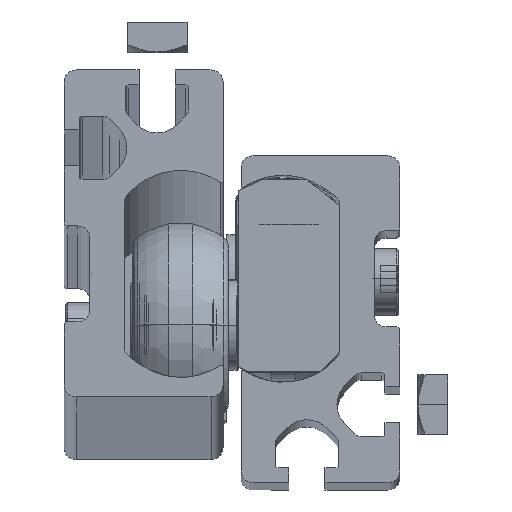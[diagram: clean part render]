
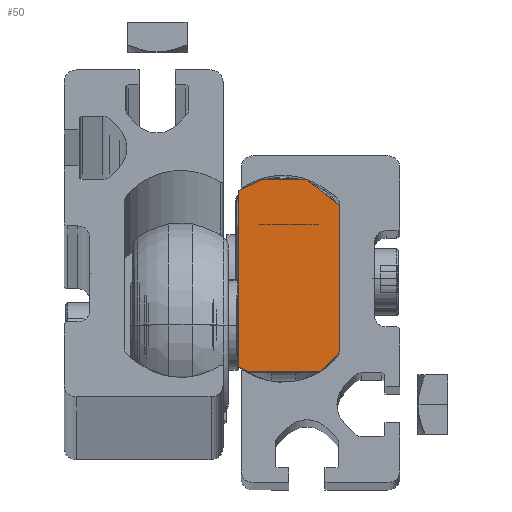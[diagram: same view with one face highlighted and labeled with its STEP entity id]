
A CAD part, top view. The second image highlights one B-rep face of the part: STEP entity #50.
In plain terms, the highlighted face is planar.
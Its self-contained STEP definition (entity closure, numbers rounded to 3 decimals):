
#50 = ADVANCED_FACE ( 'NONE', ( #19123 ), #226, .T. ) ;
#226 = PLANE ( 'NONE',  #14729 ) ;
#955 = LINE ( 'NONE', #7704, #2587 ) ;
#1435 = VECTOR ( 'NONE', #2095, 1000. ) ;
#1771 = CARTESIAN_POINT ( 'NONE',  ( -19., 12.203, 8.5 ) ) ;
#1818 = EDGE_CURVE ( 'NONE', #4563, #8511, #14732, .T. ) ;
#2095 = DIRECTION ( 'NONE',  ( 0., 1., 0. ) ) ;
#2143 = ORIENTED_EDGE ( 'NONE', *, *, #16312, .F. ) ;
#2323 = ORIENTED_EDGE ( 'NONE', *, *, #9462, .F. ) ;
#2411 = VECTOR ( 'NONE', #11320, 1000. ) ;
#2587 = VECTOR ( 'NONE', #2920, 1000. ) ;
#2920 = DIRECTION ( 'NONE',  ( 0., -1., 0. ) ) ;
#3324 = LINE ( 'NONE', #18980, #9414 ) ;
#3414 = DIRECTION ( 'NONE',  ( 0., -0.423, -0.906 ) ) ;
#3532 = ORIENTED_EDGE ( 'NONE', *, *, #19710, .T. ) ;
#3740 = LINE ( 'NONE', #4902, #19279 ) ;
#3776 = LINE ( 'NONE', #5429, #1435 ) ;
#3853 = EDGE_CURVE ( 'NONE', #8511, #16489, #955, .T. ) ;
#4312 = CARTESIAN_POINT ( 'NONE',  ( -19., -15.5, 5.2 ) ) ;
#4563 = VERTEX_POINT ( 'NONE', #17161 ) ;
#4902 = CARTESIAN_POINT ( 'NONE',  ( -19., -14.661, -8.5 ) ) ;
#5005 = VERTEX_POINT ( 'NONE', #18125 ) ;
#5236 = DIRECTION ( 'NONE',  ( -1., 0., 0. ) ) ;
#5429 = CARTESIAN_POINT ( 'NONE',  ( -19., -12.2, 8.5 ) ) ;
#5645 = CARTESIAN_POINT ( 'NONE',  ( -19., 14.681, -8.5 ) ) ;
#6631 = ORIENTED_EDGE ( 'NONE', *, *, #17533, .F. ) ;
#6828 = CARTESIAN_POINT ( 'NONE',  ( -19., -12.2, 8.5 ) ) ;
#6883 = ORIENTED_EDGE ( 'NONE', *, *, #13142, .T. ) ;
#7128 = LINE ( 'NONE', #6828, #20531 ) ;
#7704 = CARTESIAN_POINT ( 'NONE',  ( -19., 14.681, -8.5 ) ) ;
#8511 = VERTEX_POINT ( 'NONE', #5645 ) ;
#8957 = DIRECTION ( 'NONE',  ( 0., 0., -1. ) ) ;
#9414 = VECTOR ( 'NONE', #9643, 1000. ) ;
#9462 = EDGE_CURVE ( 'NONE', #14504, #18484, #7128, .T. ) ;
#9643 = DIRECTION ( 'NONE',  ( 0., 0., 1. ) ) ;
#11320 = DIRECTION ( 'NONE',  ( 0., 0.616, -0.788 ) ) ;
#11408 = CARTESIAN_POINT ( 'NONE',  ( -19., 16.5, 3. ) ) ;
#11448 = VECTOR ( 'NONE', #8957, 1000. ) ;
#11839 = CARTESIAN_POINT ( 'NONE',  ( -19., -12.2, 8.5 ) ) ;
#12003 = CARTESIAN_POINT ( 'NONE',  ( -19., -15.5, -6.7 ) ) ;
#12918 = CARTESIAN_POINT ( 'NONE',  ( -19., -15.5, 5.2 ) ) ;
#13142 = EDGE_CURVE ( 'NONE', #5005, #14766, #13197, .T. ) ;
#13197 = LINE ( 'NONE', #1771, #2411 ) ;
#14504 = VERTEX_POINT ( 'NONE', #11839 ) ;
#14690 = EDGE_CURVE ( 'NONE', #16489, #20253, #3740, .T. ) ;
#14729 = AXIS2_PLACEMENT_3D ( 'NONE', #19226, #5236, #19936 ) ;
#14732 = LINE ( 'NONE', #19167, #16966 ) ;
#14753 = CARTESIAN_POINT ( 'NONE',  ( -19., -14.661, -8.5 ) ) ;
#14766 = VERTEX_POINT ( 'NONE', #11408 ) ;
#15113 = EDGE_LOOP ( 'NONE', ( #6883, #2143, #16498, #17384, #15636, #6631, #2323, #3532 ) ) ;
#15636 = ORIENTED_EDGE ( 'NONE', *, *, #14690, .T. ) ;
#16312 = EDGE_CURVE ( 'NONE', #4563, #14766, #3324, .T. ) ;
#16489 = VERTEX_POINT ( 'NONE', #14753 ) ;
#16498 = ORIENTED_EDGE ( 'NONE', *, *, #1818, .T. ) ;
#16853 = LINE ( 'NONE', #4312, #11448 ) ;
#16966 = VECTOR ( 'NONE', #3414, 1000. ) ;
#17161 = CARTESIAN_POINT ( 'NONE',  ( -19., 16.5, -4.6 ) ) ;
#17384 = ORIENTED_EDGE ( 'NONE', *, *, #3853, .T. ) ;
#17529 = DIRECTION ( 'NONE',  ( 0., -0.423, 0.906 ) ) ;
#17533 = EDGE_CURVE ( 'NONE', #18484, #20253, #16853, .T. ) ;
#18125 = CARTESIAN_POINT ( 'NONE',  ( -19., 12.203, 8.5 ) ) ;
#18484 = VERTEX_POINT ( 'NONE', #12918 ) ;
#18980 = CARTESIAN_POINT ( 'NONE',  ( -19., 16.5, -4.6 ) ) ;
#19123 = FACE_OUTER_BOUND ( 'NONE', #15113, .T. ) ;
#19167 = CARTESIAN_POINT ( 'NONE',  ( -19., 16.5, -4.6 ) ) ;
#19226 = CARTESIAN_POINT ( 'NONE',  ( -19., 1.5, 22.2 ) ) ;
#19279 = VECTOR ( 'NONE', #17529, 1000. ) ;
#19568 = DIRECTION ( 'NONE',  ( 0., -0.707, -0.707 ) ) ;
#19710 = EDGE_CURVE ( 'NONE', #14504, #5005, #3776, .T. ) ;
#19936 = DIRECTION ( 'NONE',  ( 0., 0., 1. ) ) ;
#20253 = VERTEX_POINT ( 'NONE', #12003 ) ;
#20531 = VECTOR ( 'NONE', #19568, 1000. ) ;
